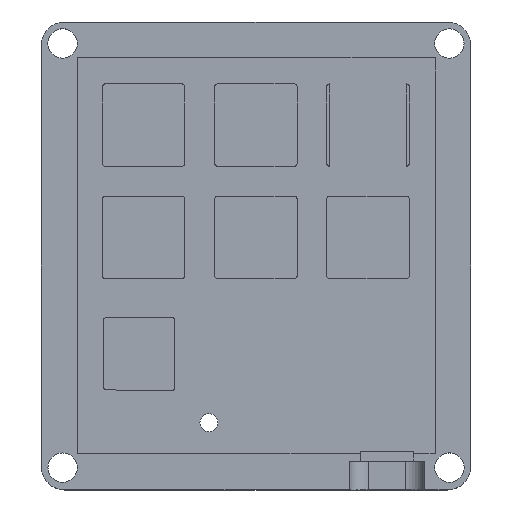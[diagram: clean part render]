
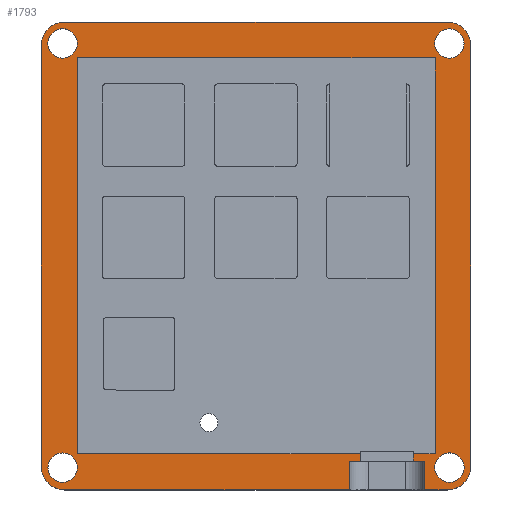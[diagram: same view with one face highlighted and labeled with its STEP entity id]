
A CAD part, top view. The second image highlights one B-rep face of the part: STEP entity #1793.
In plain terms, the highlighted planar face has unit normal (0, 0, 1).
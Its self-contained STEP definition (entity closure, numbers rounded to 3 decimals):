
#29=FACE_BOUND('',#289,.T.);
#30=FACE_BOUND('',#290,.T.);
#31=FACE_BOUND('',#291,.T.);
#32=FACE_BOUND('',#292,.T.);
#85=PLANE('',#1979);
#179=FACE_OUTER_BOUND('',#288,.T.);
#288=EDGE_LOOP('',(#1618,#1619,#1620,#1621,#1622,#1623,#1624,#1625,#1626,
#1627,#1628,#1629,#1630,#1631,#1632,#1633,#1634,#1635,#1636,#1637));
#289=EDGE_LOOP('',(#1638));
#290=EDGE_LOOP('',(#1639));
#291=EDGE_LOOP('',(#1640));
#292=EDGE_LOOP('',(#1641));
#306=LINE('',#2552,#483);
#310=LINE('',#2560,#487);
#355=LINE('',#2724,#532);
#359=LINE('',#2736,#536);
#431=LINE('',#2933,#608);
#440=LINE('',#2954,#617);
#454=LINE('',#2992,#631);
#457=LINE('',#2997,#634);
#459=LINE('',#3001,#636);
#462=LINE('',#3006,#639);
#463=LINE('',#3008,#640);
#466=LINE('',#3014,#643);
#467=LINE('',#3017,#644);
#468=LINE('',#3019,#645);
#469=LINE('',#3020,#646);
#470=LINE('',#3021,#647);
#483=VECTOR('',#2028,10.);
#487=VECTOR('',#2032,10.);
#532=VECTOR('',#2171,10.);
#536=VECTOR('',#2183,10.);
#608=VECTOR('',#2379,10.);
#617=VECTOR('',#2408,10.);
#631=VECTOR('',#2466,10.);
#634=VECTOR('',#2471,10.);
#636=VECTOR('',#2475,10.);
#639=VECTOR('',#2480,10.);
#640=VECTOR('',#2483,10.);
#643=VECTOR('',#2490,10.);
#644=VECTOR('',#2493,10.);
#645=VECTOR('',#2494,10.);
#646=VECTOR('',#2495,10.);
#647=VECTOR('',#2496,10.);
#651=CIRCLE('',#1813,2.5);
#653=CIRCLE('',#1816,2.5);
#655=CIRCLE('',#1819,2.5);
#657=CIRCLE('',#1822,2.5);
#691=CIRCLE('',#1872,4.);
#693=CIRCLE('',#1876,4.);
#695=CIRCLE('',#1880,4.);
#727=CIRCLE('',#1952,4.);
#729=VERTEX_POINT('',#2512);
#731=VERTEX_POINT('',#2518);
#733=VERTEX_POINT('',#2524);
#735=VERTEX_POINT('',#2530);
#743=VERTEX_POINT('',#2549);
#744=VERTEX_POINT('',#2551);
#747=VERTEX_POINT('',#2557);
#748=VERTEX_POINT('',#2559);
#815=VERTEX_POINT('',#2712);
#817=VERTEX_POINT('',#2715);
#819=VERTEX_POINT('',#2721);
#821=VERTEX_POINT('',#2727);
#823=VERTEX_POINT('',#2733);
#886=VERTEX_POINT('',#2930);
#887=VERTEX_POINT('',#2932);
#889=VERTEX_POINT('',#2953);
#890=VERTEX_POINT('',#2990);
#891=VERTEX_POINT('',#2991);
#892=VERTEX_POINT('',#2996);
#893=VERTEX_POINT('',#3000);
#894=VERTEX_POINT('',#3004);
#895=VERTEX_POINT('',#3012);
#896=VERTEX_POINT('',#3016);
#897=VERTEX_POINT('',#3018);
#899=EDGE_CURVE('',#729,#729,#651,.T.);
#902=EDGE_CURVE('',#731,#731,#653,.T.);
#905=EDGE_CURVE('',#733,#733,#655,.T.);
#908=EDGE_CURVE('',#735,#735,#657,.T.);
#918=EDGE_CURVE('',#744,#743,#306,.T.);
#922=EDGE_CURVE('',#748,#747,#310,.T.);
#995=EDGE_CURVE('',#817,#815,#691,.T.);
#999=EDGE_CURVE('',#815,#819,#355,.T.);
#1002=EDGE_CURVE('',#819,#821,#693,.T.);
#1005=EDGE_CURVE('',#821,#823,#359,.T.);
#1007=EDGE_CURVE('',#823,#744,#695,.T.);
#1108=EDGE_CURVE('',#887,#886,#431,.T.);
#1118=EDGE_CURVE('',#817,#889,#440,.T.);
#1120=EDGE_CURVE('',#747,#889,#727,.T.);
#1133=EDGE_CURVE('',#890,#891,#454,.T.);
#1136=EDGE_CURVE('',#892,#890,#457,.T.);
#1138=EDGE_CURVE('',#893,#892,#459,.T.);
#1141=EDGE_CURVE('',#891,#894,#462,.T.);
#1142=EDGE_CURVE('',#886,#893,#463,.T.);
#1145=EDGE_CURVE('',#894,#895,#466,.T.);
#1146=EDGE_CURVE('',#896,#748,#467,.T.);
#1147=EDGE_CURVE('',#743,#897,#468,.T.);
#1148=EDGE_CURVE('',#897,#887,#469,.T.);
#1149=EDGE_CURVE('',#895,#896,#470,.T.);
#1618=ORIENTED_EDGE('',*,*,#1146,.T.);
#1619=ORIENTED_EDGE('',*,*,#922,.T.);
#1620=ORIENTED_EDGE('',*,*,#1120,.T.);
#1621=ORIENTED_EDGE('',*,*,#1118,.F.);
#1622=ORIENTED_EDGE('',*,*,#995,.T.);
#1623=ORIENTED_EDGE('',*,*,#999,.T.);
#1624=ORIENTED_EDGE('',*,*,#1002,.T.);
#1625=ORIENTED_EDGE('',*,*,#1005,.T.);
#1626=ORIENTED_EDGE('',*,*,#1007,.T.);
#1627=ORIENTED_EDGE('',*,*,#918,.T.);
#1628=ORIENTED_EDGE('',*,*,#1147,.T.);
#1629=ORIENTED_EDGE('',*,*,#1148,.T.);
#1630=ORIENTED_EDGE('',*,*,#1108,.T.);
#1631=ORIENTED_EDGE('',*,*,#1142,.T.);
#1632=ORIENTED_EDGE('',*,*,#1138,.T.);
#1633=ORIENTED_EDGE('',*,*,#1136,.T.);
#1634=ORIENTED_EDGE('',*,*,#1133,.T.);
#1635=ORIENTED_EDGE('',*,*,#1141,.T.);
#1636=ORIENTED_EDGE('',*,*,#1145,.T.);
#1637=ORIENTED_EDGE('',*,*,#1149,.T.);
#1638=ORIENTED_EDGE('',*,*,#899,.T.);
#1639=ORIENTED_EDGE('',*,*,#902,.T.);
#1640=ORIENTED_EDGE('',*,*,#905,.T.);
#1641=ORIENTED_EDGE('',*,*,#908,.T.);
#1793=ADVANCED_FACE('',(#179,#29,#30,#31,#32),#85,.T.);
#1813=AXIS2_PLACEMENT_3D('',#2513,#1989,#1990);
#1816=AXIS2_PLACEMENT_3D('',#2519,#1996,#1997);
#1819=AXIS2_PLACEMENT_3D('',#2525,#2003,#2004);
#1822=AXIS2_PLACEMENT_3D('',#2531,#2010,#2011);
#1872=AXIS2_PLACEMENT_3D('',#2716,#2163,#2164);
#1876=AXIS2_PLACEMENT_3D('',#2730,#2176,#2177);
#1880=AXIS2_PLACEMENT_3D('',#2739,#2187,#2188);
#1952=AXIS2_PLACEMENT_3D('',#2957,#2412,#2413);
#1979=AXIS2_PLACEMENT_3D('',#3015,#2491,#2492);
#1989=DIRECTION('center_axis',(0.,0.,-1.));
#1990=DIRECTION('ref_axis',(-1.,0.,0.));
#1996=DIRECTION('center_axis',(0.,0.,-1.));
#1997=DIRECTION('ref_axis',(-1.,0.,0.));
#2003=DIRECTION('center_axis',(0.,0.,-1.));
#2004=DIRECTION('ref_axis',(-1.,0.,0.));
#2010=DIRECTION('center_axis',(0.,0.,-1.));
#2011=DIRECTION('ref_axis',(-1.,0.,0.));
#2028=DIRECTION('',(1.,0.,0.));
#2032=DIRECTION('',(1.,0.,0.));
#2163=DIRECTION('center_axis',(0.,0.,1.));
#2164=DIRECTION('ref_axis',(1.,0.,0.));
#2171=DIRECTION('',(-1.,0.,0.));
#2176=DIRECTION('center_axis',(0.,0.,1.));
#2177=DIRECTION('ref_axis',(0.,1.,0.));
#2183=DIRECTION('',(0.,-1.,0.));
#2187=DIRECTION('center_axis',(0.,0.,1.));
#2188=DIRECTION('ref_axis',(-1.,0.,0.));
#2379=DIRECTION('',(0.,1.,0.));
#2408=DIRECTION('',(0.,-1.,0.));
#2412=DIRECTION('center_axis',(0.,0.,1.));
#2413=DIRECTION('ref_axis',(0.,-1.,0.));
#2466=DIRECTION('',(0.,-1.,0.));
#2471=DIRECTION('',(1.,0.,0.));
#2475=DIRECTION('',(0.,1.,0.));
#2480=DIRECTION('',(-1.,0.,0.));
#2483=DIRECTION('',(-1.,0.,0.));
#2490=DIRECTION('',(0.,-1.,0.));
#2491=DIRECTION('center_axis',(0.,0.,1.));
#2492=DIRECTION('ref_axis',(1.,0.,0.));
#2493=DIRECTION('',(0.,-1.,0.));
#2494=DIRECTION('',(0.,1.,0.));
#2495=DIRECTION('',(1.,0.,0.));
#2496=DIRECTION('',(1.,0.,0.));
#2512=CARTESIAN_POINT('',(-30.358,32.845,-1.6));
#2513=CARTESIAN_POINT('Origin',(-32.858,32.845,-1.6));
#2518=CARTESIAN_POINT('',(35.346,32.843,-1.6));
#2519=CARTESIAN_POINT('Origin',(32.846,32.843,-1.6));
#2524=CARTESIAN_POINT('',(35.362,-39.198,-1.6));
#2525=CARTESIAN_POINT('Origin',(32.862,-39.198,-1.6));
#2530=CARTESIAN_POINT('',(-30.352,-39.203,-1.6));
#2531=CARTESIAN_POINT('Origin',(-32.852,-39.203,-1.6));
#2549=CARTESIAN_POINT('',(15.842,-42.998,-1.6));
#2551=CARTESIAN_POINT('',(-32.507,-42.998,-1.6));
#2552=CARTESIAN_POINT('',(-32.507,-42.998,-1.6));
#2557=CARTESIAN_POINT('',(32.502,-42.998,-1.6));
#2559=CARTESIAN_POINT('',(28.607,-42.998,-1.6));
#2560=CARTESIAN_POINT('',(-32.507,-42.998,-1.6));
#2712=CARTESIAN_POINT('',(32.502,36.496,-1.6));
#2715=CARTESIAN_POINT('',(36.502,32.496,-1.6));
#2716=CARTESIAN_POINT('Origin',(32.502,32.496,-1.6));
#2721=CARTESIAN_POINT('',(-32.507,36.496,-1.6));
#2724=CARTESIAN_POINT('',(32.502,36.496,-1.6));
#2727=CARTESIAN_POINT('',(-36.507,32.496,-1.6));
#2730=CARTESIAN_POINT('Origin',(-32.507,32.496,-1.6));
#2733=CARTESIAN_POINT('',(-36.507,-38.998,-1.6));
#2736=CARTESIAN_POINT('',(-36.507,32.496,-1.6));
#2739=CARTESIAN_POINT('Origin',(-32.507,-38.998,-1.6));
#2930=CARTESIAN_POINT('',(17.7,-36.842,-1.6));
#2932=CARTESIAN_POINT('',(17.7,-38.1,-1.6));
#2933=CARTESIAN_POINT('',(17.7,-20.701,-1.6));
#2953=CARTESIAN_POINT('',(36.502,-38.998,-1.6));
#2954=CARTESIAN_POINT('',(36.502,32.496,-1.6));
#2957=CARTESIAN_POINT('Origin',(32.502,-38.998,-1.6));
#2990=CARTESIAN_POINT('',(30.438,30.384,-1.6));
#2991=CARTESIAN_POINT('',(30.438,-36.842,-1.6));
#2992=CARTESIAN_POINT('',(30.438,13.567,-1.6));
#2996=CARTESIAN_POINT('',(-30.349,30.384,-1.6));
#2997=CARTESIAN_POINT('',(-15.176,30.384,-1.6));
#3000=CARTESIAN_POINT('',(-30.349,-36.842,-1.6));
#3001=CARTESIAN_POINT('',(-30.349,-20.047,-1.6));
#3004=CARTESIAN_POINT('',(26.75,-36.842,-1.6));
#3006=CARTESIAN_POINT('',(15.218,-36.842,-1.6));
#3008=CARTESIAN_POINT('',(15.218,-36.842,-1.6));
#3012=CARTESIAN_POINT('',(26.75,-38.1,-1.6));
#3014=CARTESIAN_POINT('',(26.75,-19.876,-1.6));
#3015=CARTESIAN_POINT('Origin',(-0.003,-3.251,
-1.6));
#3016=CARTESIAN_POINT('',(28.607,-38.1,-1.6));
#3017=CARTESIAN_POINT('',(28.607,-20.676,-1.6));
#3018=CARTESIAN_POINT('',(15.842,-38.1,-1.6));
#3019=CARTESIAN_POINT('',(15.842,-20.676,-1.6));
#3020=CARTESIAN_POINT('',(11.111,-38.1,-1.6));
#3021=CARTESIAN_POINT('',(11.111,-38.1,-1.6));
